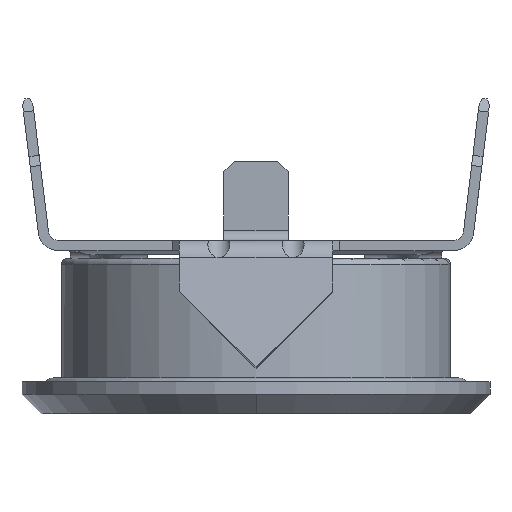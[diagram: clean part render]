
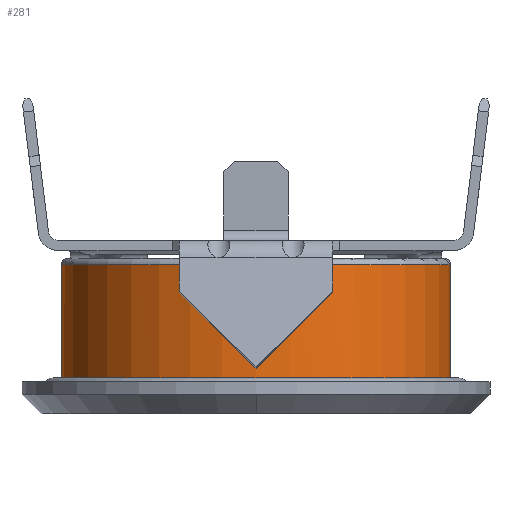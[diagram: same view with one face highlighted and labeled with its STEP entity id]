
A CAD part, front view. The second image highlights one B-rep face of the part: STEP entity #281.
In plain terms, the highlighted cylindrical face has radius 15.175 mm (diameter 30.35 mm), a partial arc.
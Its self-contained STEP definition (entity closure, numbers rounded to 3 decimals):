
#281=ADVANCED_FACE('NONE',(#793),#794,.T.);
#793=FACE_OUTER_BOUND('',#1558,.T.);
#794=CYLINDRICAL_SURFACE('',#1559,15.175);
#1558=EDGE_LOOP('',(#2471,#2472,#2473,#2474,#2475));
#1559=AXIS2_PLACEMENT_3D('',#2476,#2477,#2478);
#2471=ORIENTED_EDGE('',*,*,#4698,.F.);
#2472=ORIENTED_EDGE('',*,*,#4699,.T.);
#2473=ORIENTED_EDGE('',*,*,#4700,.T.);
#2474=ORIENTED_EDGE('',*,*,#4701,.T.);
#2475=ORIENTED_EDGE('',*,*,#4702,.F.);
#2476=CARTESIAN_POINT('',(0.0,0.0,-3.105));
#2477=DIRECTION('',(0.0,0.0,-1.0));
#2478=DIRECTION('',(-1.0,0.0,0.0));
#4698=EDGE_CURVE('NONE',#5590,#5589,#5598,.T.);
#4699=EDGE_CURVE('NONE',#5590,#5599,#5600,.T.);
#4700=EDGE_CURVE('NONE',#5599,#5601,#5602,.T.);
#4701=EDGE_CURVE('NONE',#5601,#5603,#5604,.T.);
#4702=EDGE_CURVE('NONE',#5589,#5603,#5605,.T.);
#5589=VERTEX_POINT('NONE',#6897);
#5590=VERTEX_POINT('NONE',#6898);
#5598=CIRCLE('',#6906,15.175);
#5599=VERTEX_POINT('NONE',#6907);
#5600=LINE('',#6908,#6909);
#5601=VERTEX_POINT('NONE',#6910);
#5602=CIRCLE('',#6911,15.175);
#5603=VERTEX_POINT('NONE',#6912);
#5604=CIRCLE('',#6913,15.175);
#5605=LINE('',#6914,#6915);
#6897=CARTESIAN_POINT('',(-15.175,0.0,-1.2));
#6898=CARTESIAN_POINT('',(15.175,0.,-1.2));
#6906=AXIS2_PLACEMENT_3D('',#9056,#9057,#9058);
#6907=CARTESIAN_POINT('',(15.175,0.,9.1));
#6908=CARTESIAN_POINT('',(15.175,0.,-3.105));
#6909=VECTOR('',#9059,1000.0);
#6910=CARTESIAN_POINT('',(-15.175,-0.078,9.1));
#6911=AXIS2_PLACEMENT_3D('',#9060,#9061,#9062);
#6912=CARTESIAN_POINT('',(-15.175,0.0,9.1));
#6913=AXIS2_PLACEMENT_3D('',#9063,#9064,#9065);
#6914=CARTESIAN_POINT('',(-15.175,0.0,-3.105));
#6915=VECTOR('',#9066,1000.0);
#9056=CARTESIAN_POINT('',(0.0,0.0,-1.2));
#9057=DIRECTION('',(0.0,0.0,-1.0));
#9058=DIRECTION('',(1.0,0.0,0.0));
#9059=DIRECTION('',(0.0,0.0,1.0));
#9060=CARTESIAN_POINT('',(0.0,0.0,9.1));
#9061=DIRECTION('',(0.0,0.0,-1.0));
#9062=DIRECTION('',(1.0,0.0,0.0));
#9063=CARTESIAN_POINT('',(0.0,0.0,9.1));
#9064=DIRECTION('',(0.0,0.0,-1.0));
#9065=DIRECTION('',(1.0,0.0,0.0));
#9066=DIRECTION('',(0.0,0.0,1.0));
